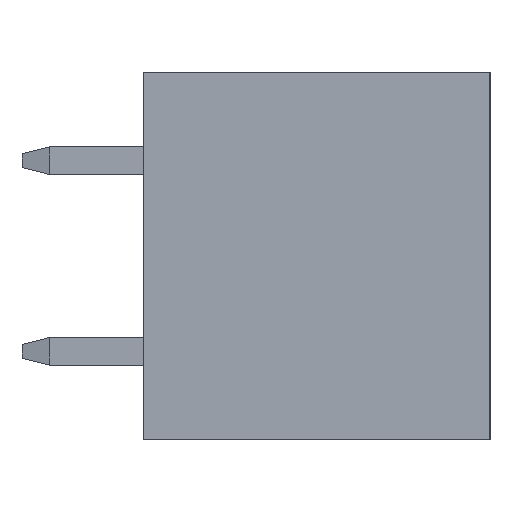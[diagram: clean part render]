
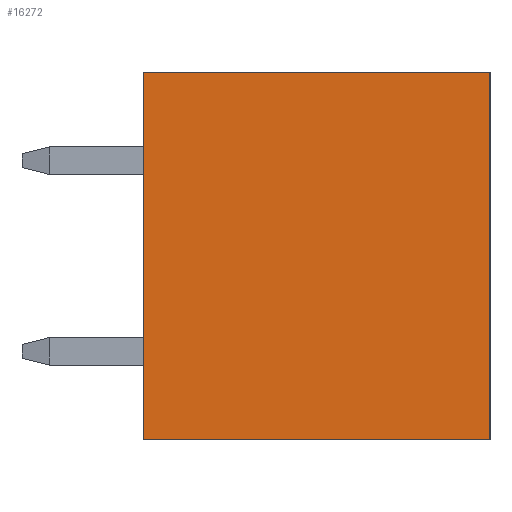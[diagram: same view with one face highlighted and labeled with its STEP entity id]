
A CAD part, left-side view. The second image highlights one B-rep face of the part: STEP entity #16272.
In plain terms, the highlighted planar face has unit normal (-1, 0, 0).
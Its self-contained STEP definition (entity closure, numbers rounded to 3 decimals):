
#2131=LINE('',#26574,#3927);
#2141=LINE('',#26595,#3937);
#2146=LINE('',#26604,#3942);
#2181=LINE('',#26658,#3977);
#3927=VECTOR('',#21762,1000.);
#3937=VECTOR('',#21776,1000.);
#3942=VECTOR('',#21783,1000.);
#3977=VECTOR('',#21826,1000.);
#8068=ORIENTED_EDGE('',*,*,#10716,.T.);
#8069=ORIENTED_EDGE('',*,*,#10706,.T.);
#8070=ORIENTED_EDGE('',*,*,#10759,.T.);
#8071=ORIENTED_EDGE('',*,*,#10721,.T.);
#10706=EDGE_CURVE('',#12297,#12296,#2131,.T.);
#10716=EDGE_CURVE('',#12306,#12297,#2141,.T.);
#10721=EDGE_CURVE('',#12309,#12306,#2146,.T.);
#10759=EDGE_CURVE('',#12296,#12309,#2181,.T.);
#12296=VERTEX_POINT('',#26573);
#12297=VERTEX_POINT('',#26575);
#12306=VERTEX_POINT('',#26596);
#12309=VERTEX_POINT('',#26605);
#13685=EDGE_LOOP('',(#8068,#8069,#8070,#8071));
#14755=FACE_BOUND('',#13685,.T.);
#15406=PLANE('',#17632);
#16272=ADVANCED_FACE('',(#14755),#15406,.T.);
#17632=AXIS2_PLACEMENT_3D('',#26659,#21827,#21828);
#21762=DIRECTION('',(0.,-1.,0.));
#21776=DIRECTION('',(0.,0.,-1.));
#21783=DIRECTION('',(0.,1.,0.));
#21826=DIRECTION('',(0.,0.,1.));
#21827=DIRECTION('',(-1.,0.,0.));
#21828=DIRECTION('',(0.,0.,1.));
#26573=CARTESIAN_POINT('',(-21.4,-5.,-5.3));
#26574=CARTESIAN_POINT('',(-21.4,5.,-5.3));
#26575=CARTESIAN_POINT('',(-21.4,5.,-5.3));
#26595=CARTESIAN_POINT('',(-21.4,5.,5.3));
#26596=CARTESIAN_POINT('',(-21.4,5.,5.3));
#26604=CARTESIAN_POINT('',(-21.4,-5.,5.3));
#26605=CARTESIAN_POINT('',(-21.4,-5.,5.3));
#26658=CARTESIAN_POINT('',(-21.4,-5.,-5.3));
#26659=CARTESIAN_POINT('',(-21.4,0.,0.));
